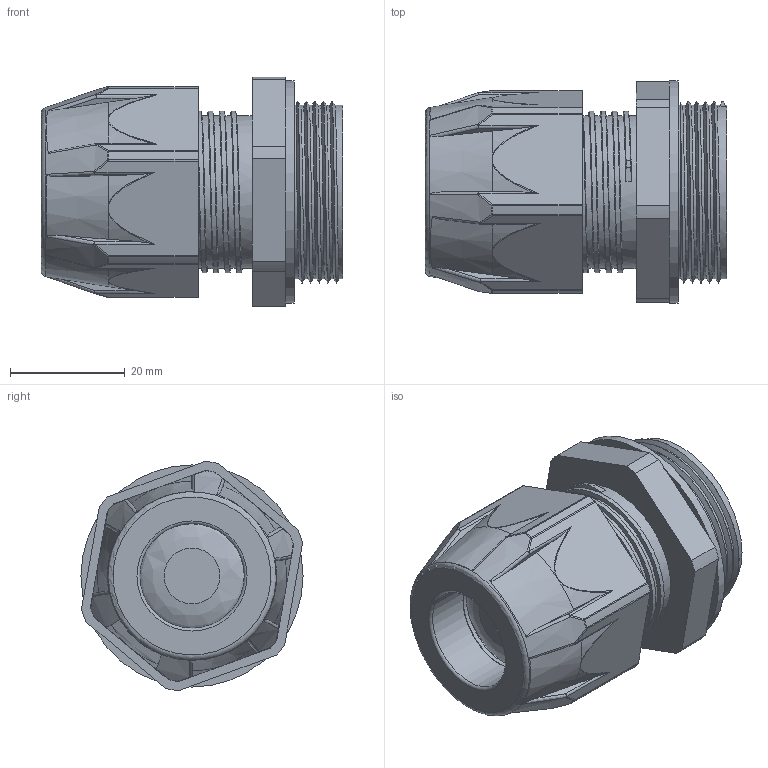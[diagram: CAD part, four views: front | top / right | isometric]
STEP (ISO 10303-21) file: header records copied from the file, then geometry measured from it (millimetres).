
FILE_DESCRIPTION(/* description */ ('Euro-Top-X-4.Generation M32x1,5, Ex i, Doppeldichtung'),/* implementation_level */ '2;1');
FILE_NAME(/* name */ '84280525M32X4HI-RST.stp',/* time_stamp */ '2023-01-11T07:44:58+01:00',/* author */ ('sl'),/* organization */ (''),/* preprocessor_version */ 'ST-DEVELOPER v16.5',/* originating_system */ 'Autodesk Inventor 2017',/* authorisation */ '');
FILE_SCHEMA (('AUTOMOTIVE_DESIGN { 1 0 10303 214 3 1 1 }'));
Length unit declared in the file: millimetre
Products named in the file (7): 84280525M32X4HI; 85280525M32X4HI; 84280525M32X4HI_1; 85280525M32X4HI_1; Euro-Top-X-4.Generation-01-BT-0001-85280525M32X4HI; 85280525M32X4HI_2; 85280525M32X4HI_3
Assembly tree (6 placements, depth 2):
  84280525M32X4HI
    85280525M32X4HI
    84280525M32X4HI_1
    85280525M32X4HI_1
    Euro-Top-X-4.Generation-01-BT-0001-85280525M32X4HI
    85280525M32X4HI_2
    85280525M32X4HI_3
Bounding box: 52.62 x 38.75 x 40.04 mm (x, y, z)
Volume: 19142.4 mm3; surface area: 21929 mm2
Topology: 5 solids, 6 shells, 365 faces, 981 edges, 623 vertices
Faces by surface type: plane 122, cylinder 118, bspline 54, torus 28, sphere 22, cone 21
Full cylindrical faces by diameter (mm): 14.3 x1, 18.21 x2, 18.4 x1, 18.58 x1, 18.65 x1, 18.71 x1, 22.5 x1, 22.6 x1, 22.86 x1, 25.58 x1, 26.7 x6, 27.13 x6, 28.652 x7, 30.248 x5, 30.68 x1, 38.75 x1
Entity records: 15510 total; most frequent: CARTESIAN_POINT 6972, ORIENTED_EDGE 1742, DIRECTION 1674, EDGE_CURVE 871, AXIS2_PLACEMENT_3D 688, VERTEX_POINT 571, EDGE_LOOP 386, CIRCLE 382
